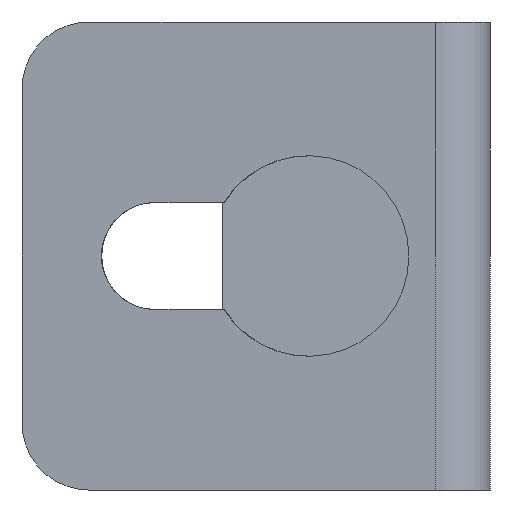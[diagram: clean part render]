
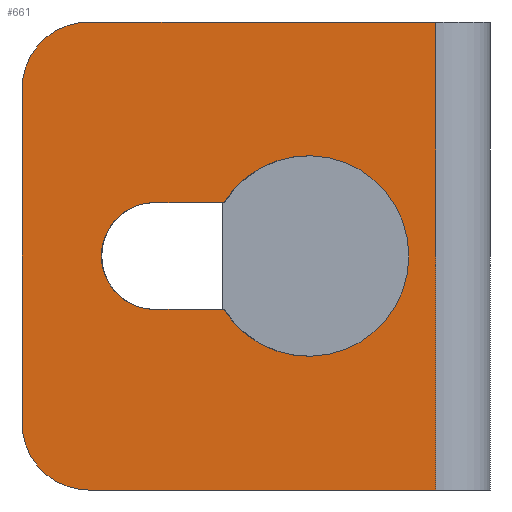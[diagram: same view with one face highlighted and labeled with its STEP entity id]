
A CAD part, left-side view. The second image highlights one B-rep face of the part: STEP entity #661.
In plain terms, the highlighted planar face has unit normal (-1, 0.018, 0).
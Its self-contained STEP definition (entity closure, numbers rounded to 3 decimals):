
#4 = VECTOR ( 'NONE', #117, 1000. ) ;
#30 = CARTESIAN_POINT ( 'NONE',  ( -37.652, 19.912, 4. ) ) ;
#31 = ORIENTED_EDGE ( 'NONE', *, *, #405, .F. ) ;
#48 = ORIENTED_EDGE ( 'NONE', *, *, #1044, .F. ) ;
#49 = VECTOR ( 'NONE', #301, 1000. ) ;
#78 = CARTESIAN_POINT ( 'NONE',  ( -37.929, 4.07, 17.5 ) ) ;
#80 = CARTESIAN_POINT ( 'NONE',  ( -37.389, 35., 17.5 ) ) ;
#81 = CARTESIAN_POINT ( 'NONE',  ( -37.476, 30.001, 17.5 ) ) ;
#84 = DIRECTION ( 'NONE',  ( 1., -0.017, 0. ) ) ;
#90 = AXIS2_PLACEMENT_3D ( 'NONE', #581, #266, #913 ) ;
#91 = PLANE ( 'NONE',  #814 ) ;
#117 = DIRECTION ( 'NONE',  ( -0.017, -1., 0. ) ) ;
#122 = VERTEX_POINT ( 'NONE', #30 ) ;
#129 = ORIENTED_EDGE ( 'NONE', *, *, #500, .T. ) ;
#136 = CIRCLE ( 'NONE', #90, 5. ) ;
#165 = VECTOR ( 'NONE', #454, 1000. ) ;
#175 = EDGE_LOOP ( 'NONE', ( #31, #1033, #48, #1018 ) ) ;
#178 = EDGE_CURVE ( 'NONE', #575, #592, #517, .T. ) ;
#184 = ORIENTED_EDGE ( 'NONE', *, *, #910, .T. ) ;
#199 = CARTESIAN_POINT ( 'NONE',  ( -37.389, 35., -17.5 ) ) ;
#205 = ORIENTED_EDGE ( 'NONE', *, *, #463, .F. ) ;
#219 = CIRCLE ( 'NONE', #361, 4. ) ;
#228 = CARTESIAN_POINT ( 'NONE',  ( -37.562, 25.067, -4. ) ) ;
#241 = AXIS2_PLACEMENT_3D ( 'NONE', #415, #263, #485 ) ;
#263 = DIRECTION ( 'NONE',  ( -1., 0.017, 0. ) ) ;
#266 = DIRECTION ( 'NONE',  ( -1., 0.017, 0. ) ) ;
#285 = CARTESIAN_POINT ( 'NONE',  ( -37.389, 35., -12.5 ) ) ;
#292 = LINE ( 'NONE', #458, #408 ) ;
#301 = DIRECTION ( 'NONE',  ( -0.017, -1., 0. ) ) ;
#321 = ORIENTED_EDGE ( 'NONE', *, *, #666, .T. ) ;
#326 = EDGE_CURVE ( 'NONE', #653, #592, #825, .T. ) ;
#333 = CARTESIAN_POINT ( 'NONE',  ( -37.476, 30.001, -12.5 ) ) ;
#361 = AXIS2_PLACEMENT_3D ( 'NONE', #376, #1025, #578 ) ;
#363 = CARTESIAN_POINT ( 'NONE',  ( -37.562, 25.067, 4. ) ) ;
#368 = LINE ( 'NONE', #665, #716 ) ;
#376 = CARTESIAN_POINT ( 'NONE',  ( -37.562, 25.067, 0. ) ) ;
#380 = LINE ( 'NONE', #228, #49 ) ;
#381 = CARTESIAN_POINT ( 'NONE',  ( -37.652, 19.912, -4. ) ) ;
#385 = CARTESIAN_POINT ( 'NONE',  ( -37.476, 30.001, -17.5 ) ) ;
#403 = VERTEX_POINT ( 'NONE', #81 ) ;
#405 = EDGE_CURVE ( 'NONE', #602, #122, #870, .T. ) ;
#408 = VECTOR ( 'NONE', #792, 1000. ) ;
#409 = DIRECTION ( 'NONE',  ( 0.017, 1., 0. ) ) ;
#414 = DIRECTION ( 'NONE',  ( 0.017, 1., 0. ) ) ;
#415 = CARTESIAN_POINT ( 'NONE',  ( -37.763, 13.569, 0. ) ) ;
#420 = DIRECTION ( 'NONE',  ( 0., 0., -1. ) ) ;
#454 = DIRECTION ( 'NONE',  ( 0.017, 1., 0. ) ) ;
#458 = CARTESIAN_POINT ( 'NONE',  ( -37.389, 35., 17.5 ) ) ;
#463 = EDGE_CURVE ( 'NONE', #403, #653, #368, .T. ) ;
#485 = DIRECTION ( 'NONE',  ( -0.017, -1., 0. ) ) ;
#486 = VERTEX_POINT ( 'NONE', #285 ) ;
#488 = DIRECTION ( 'NONE',  ( -1., 0.017, 0. ) ) ;
#500 = EDGE_CURVE ( 'NONE', #403, #831, #136, .T. ) ;
#517 = LINE ( 'NONE', #199, #4 ) ;
#520 = DIRECTION ( 'NONE',  ( -0.017, -1., 0. ) ) ;
#560 = ORIENTED_EDGE ( 'NONE', *, *, #326, .F. ) ;
#561 = CARTESIAN_POINT ( 'NONE',  ( -37.929, 4.07, 17.5 ) ) ;
#575 = VERTEX_POINT ( 'NONE', #385 ) ;
#578 = DIRECTION ( 'NONE',  ( -0.017, -1., 0. ) ) ;
#581 = CARTESIAN_POINT ( 'NONE',  ( -37.476, 30.001, 12.5 ) ) ;
#592 = VERTEX_POINT ( 'NONE', #620 ) ;
#602 = VERTEX_POINT ( 'NONE', #381 ) ;
#620 = CARTESIAN_POINT ( 'NONE',  ( -37.929, 4.07, -17.5 ) ) ;
#653 = VERTEX_POINT ( 'NONE', #561 ) ;
#661 = ADVANCED_FACE ( 'NONE', ( #886, #806 ), #91, .F. ) ;
#665 = CARTESIAN_POINT ( 'NONE',  ( -37.389, 35., 17.5 ) ) ;
#666 = EDGE_CURVE ( 'NONE', #486, #575, #815, .T. ) ;
#702 = CARTESIAN_POINT ( 'NONE',  ( -37.389, 35., 12.5 ) ) ;
#714 = CARTESIAN_POINT ( 'NONE',  ( -37.562, 25.067, -4. ) ) ;
#716 = VECTOR ( 'NONE', #520, 1000. ) ;
#760 = VERTEX_POINT ( 'NONE', #363 ) ;
#780 = EDGE_CURVE ( 'NONE', #1042, #602, #380, .T. ) ;
#792 = DIRECTION ( 'NONE',  ( 0., 0., -1. ) ) ;
#794 = EDGE_LOOP ( 'NONE', ( #184, #321, #960, #560, #205, #129 ) ) ;
#806 = FACE_OUTER_BOUND ( 'NONE', #794, .T. ) ;
#814 = AXIS2_PLACEMENT_3D ( 'NONE', #80, #84, #409 ) ;
#815 = CIRCLE ( 'NONE', #1004, 5. ) ;
#825 = LINE ( 'NONE', #78, #890 ) ;
#831 = VERTEX_POINT ( 'NONE', #702 ) ;
#870 = CIRCLE ( 'NONE', #241, 7.5 ) ;
#871 = CARTESIAN_POINT ( 'NONE',  ( -37.562, 25.067, 4. ) ) ;
#882 = EDGE_CURVE ( 'NONE', #122, #760, #1017, .T. ) ;
#886 = FACE_BOUND ( 'NONE', #175, .T. ) ;
#890 = VECTOR ( 'NONE', #420, 1000. ) ;
#910 = EDGE_CURVE ( 'NONE', #831, #486, #292, .T. ) ;
#913 = DIRECTION ( 'NONE',  ( 0.017, 1., 0. ) ) ;
#960 = ORIENTED_EDGE ( 'NONE', *, *, #178, .T. ) ;
#1004 = AXIS2_PLACEMENT_3D ( 'NONE', #333, #488, #414 ) ;
#1017 = LINE ( 'NONE', #871, #165 ) ;
#1018 = ORIENTED_EDGE ( 'NONE', *, *, #882, .F. ) ;
#1025 = DIRECTION ( 'NONE',  ( -1., 0.017, 0. ) ) ;
#1033 = ORIENTED_EDGE ( 'NONE', *, *, #780, .F. ) ;
#1042 = VERTEX_POINT ( 'NONE', #714 ) ;
#1044 = EDGE_CURVE ( 'NONE', #760, #1042, #219, .T. ) ;
